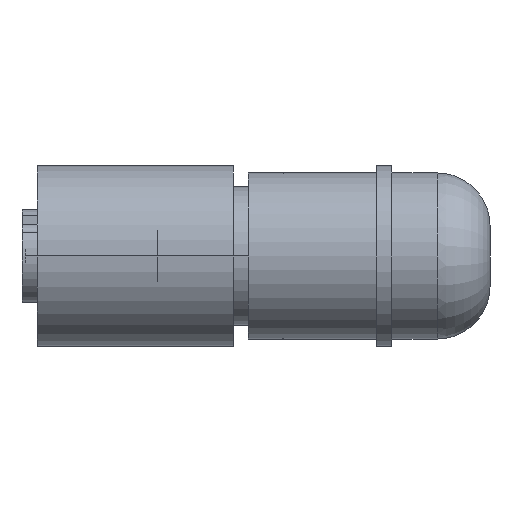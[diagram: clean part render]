
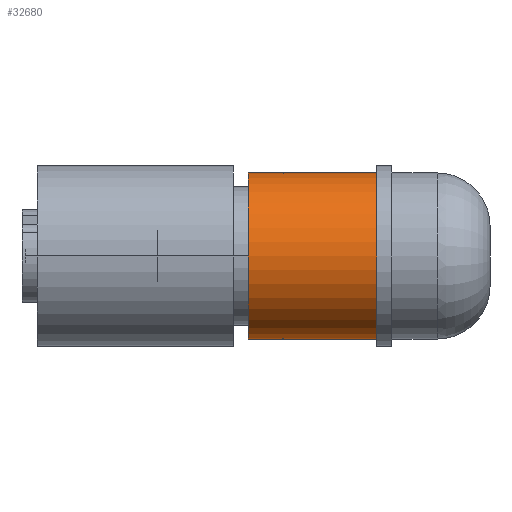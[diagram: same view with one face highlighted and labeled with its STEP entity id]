
A CAD part, left-side view. The second image highlights one B-rep face of the part: STEP entity #32680.
In plain terms, the highlighted cylindrical face has radius 2.75 mm (diameter 5.5 mm), a partial arc.
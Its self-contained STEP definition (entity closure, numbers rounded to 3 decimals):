
#2980=CARTESIAN_POINT('',(-3.225,0.,2.75));
#2990=DIRECTION('',(-1.,0.,0.));
#3000=VECTOR('',#2990,1.);
#3010=LINE('',#2980,#3000);
#3020=CARTESIAN_POINT('',(0.,0.,2.75));
#3030=VERTEX_POINT('',#3020);
#3040=CARTESIAN_POINT('',(-1.2,0.,2.75));
#3050=VERTEX_POINT('',#3040);
#3060=EDGE_CURVE('',#3030,#3050,#3010,.T.);
#3660=CARTESIAN_POINT('',(-1.2,0.,-2.75));
#3670=VERTEX_POINT('',#3660);
#3700=CARTESIAN_POINT('',(-3.225,0.,-2.75));
#3710=DIRECTION('',(-1.,0.,0.));
#3720=VECTOR('',#3710,1.);
#3730=LINE('',#3700,#3720);
#3740=CARTESIAN_POINT('',(0.,0.,-2.75));
#3750=VERTEX_POINT('',#3740);
#3760=EDGE_CURVE('',#3750,#3670,#3730,.T.);
#3780=CARTESIAN_POINT('',(0.,0.,0.));
#3790=DIRECTION('',(-1.,0.,0.));
#3800=DIRECTION('',(0.,0.,1.));
#3810=AXIS2_PLACEMENT_3D('',#3780,#3790,#3800);
#3820=CIRCLE('',#3810,2.75);
#8630=CARTESIAN_POINT('',(-4.25,0.,2.75));
#8640=VERTEX_POINT('',#8630);
#8670=CARTESIAN_POINT('',(-4.25,0.,0.));
#8680=DIRECTION('',(1.,0.,0.));
#8690=DIRECTION('',(0.,0.,1.));
#8700=AXIS2_PLACEMENT_3D('',#8670,#8680,#8690);
#8710=CIRCLE('',#8700,2.75);
#8720=CARTESIAN_POINT('',(-4.25,0.,-2.75));
#8730=VERTEX_POINT('',#8720);
#8740=EDGE_CURVE('',#8640,#8730,#8710,.T.);
#17410=EDGE_CURVE('',#3050,#8640,#3010,.T.);
#18710=EDGE_CURVE('',#3750,#3030,#3820,.T.);
#20840=EDGE_CURVE('',#3670,#8730,#3730,.T.);
#32550=CARTESIAN_POINT('',(-3.225,0.,0.));
#32560=DIRECTION('',(-1.,0.,0.));
#32570=DIRECTION('',(0.,0.,1.));
#32580=AXIS2_PLACEMENT_3D('',#32550,#32560,#32570);
#32590=CYLINDRICAL_SURFACE('',#32580,2.75);
#32600=ORIENTED_EDGE('',*,*,#8740,.T.);
#32610=ORIENTED_EDGE('',*,*,#17410,.T.);
#32620=ORIENTED_EDGE('',*,*,#3060,.T.);
#32630=ORIENTED_EDGE('',*,*,#18710,.T.);
#32640=ORIENTED_EDGE('',*,*,#3760,.F.);
#32650=ORIENTED_EDGE('',*,*,#20840,.F.);
#32660=EDGE_LOOP('',(#32650,#32640,#32630,#32620,#32610,#32600));
#32670=FACE_OUTER_BOUND('',#32660,.T.);
#32680=ADVANCED_FACE('',(#32670),#32590,.T.);
